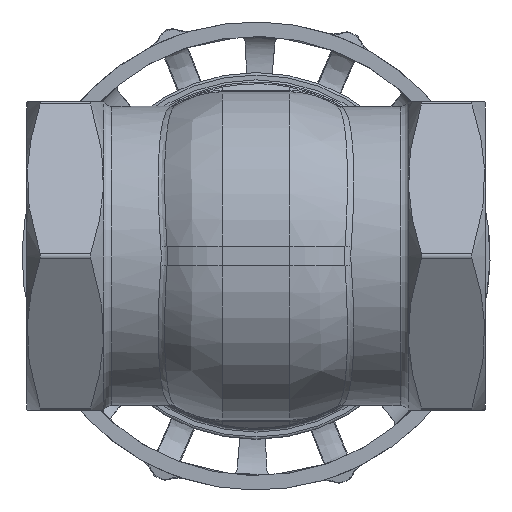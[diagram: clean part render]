
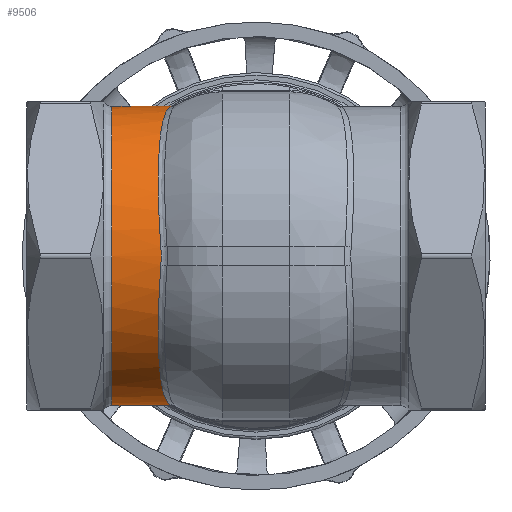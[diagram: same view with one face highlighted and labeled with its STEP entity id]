
A CAD part, front view. The second image highlights one B-rep face of the part: STEP entity #9506.
In plain terms, the highlighted cylindrical face has radius 31 mm (diameter 62 mm), a full revolution.
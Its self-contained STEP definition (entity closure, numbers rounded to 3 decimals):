
#434=B_SPLINE_CURVE_WITH_KNOTS('',3,(#13936,#13937,#13938,#13939),
 .UNSPECIFIED.,.F.,.F.,(4,4),(0.,0.352),.UNSPECIFIED.);
#435=B_SPLINE_CURVE_WITH_KNOTS('',3,(#13940,#13941,#13942,#13943,#13944,
#13945,#13946,#13947),.UNSPECIFIED.,.F.,.F.,(4,1,1,1,1,4),(0.352,
0.512,0.768,1.537,2.561,3.586),
 .UNSPECIFIED.);
#437=B_SPLINE_CURVE_WITH_KNOTS('',3,(#13986,#13987,#13988,#13989,#13990,
#13991,#13992),.UNSPECIFIED.,.F.,.F.,(4,1,1,1,4),(0.,0.664,
1.992,3.319,4.647),.UNSPECIFIED.);
#439=B_SPLINE_CURVE_WITH_KNOTS('',3,(#14016,#14017,#14018,#14019),
 .UNSPECIFIED.,.F.,.F.,(4,4),(0.,0.401),.UNSPECIFIED.);
#441=B_SPLINE_CURVE_WITH_KNOTS('',3,(#14057,#14058,#14059,#14060,#14061,
#14062,#14063),.UNSPECIFIED.,.F.,.F.,(4,1,1,1,4),(0.,0.664,
1.992,3.319,4.647),.UNSPECIFIED.);
#442=B_SPLINE_CURVE_WITH_KNOTS('',3,(#14106,#14107,#14108,#14109,#14110,
#14111,#14112,#14113),.UNSPECIFIED.,.F.,.F.,(4,1,1,1,1,4),(0.,0.512,
1.537,2.561,3.074,3.586),
 .UNSPECIFIED.);
#443=B_SPLINE_CURVE_WITH_KNOTS('',3,(#14143,#14144,#14145,#14146),
 .UNSPECIFIED.,.F.,.F.,(4,4),(-0.429,0.),
 .UNSPECIFIED.);
#445=B_SPLINE_CURVE_WITH_KNOTS('',3,(#14171,#14172,#14173,#14174),
 .UNSPECIFIED.,.F.,.F.,(4,4),(-0.429,0.),
 .UNSPECIFIED.);
#1056=CYLINDRICAL_SURFACE('',#10193,31.);
#1443=FACE_OUTER_BOUND('',#1976,.T.);
#1976=EDGE_LOOP('',(#6522,#6523,#6524,#6525,#6526,#6527,#6528,#6529,#6530,
#6531,#6532,#6533));
#2559=LINE('',#14220,#2930);
#2930=VECTOR('',#11253,31.);
#3207=CIRCLE('',#10184,31.);
#3213=CIRCLE('',#10194,31.);
#3673=VERTEX_POINT('',#13921);
#3676=VERTEX_POINT('',#13933);
#3677=VERTEX_POINT('',#13935);
#3679=VERTEX_POINT('',#13984);
#3681=VERTEX_POINT('',#14014);
#3682=VERTEX_POINT('',#14055);
#3683=VERTEX_POINT('',#14104);
#3684=VERTEX_POINT('',#14115);
#3687=VERTEX_POINT('',#14120);
#3696=VERTEX_POINT('',#14218);
#4720=EDGE_CURVE('',#3676,#3677,#434,.T.);
#4721=EDGE_CURVE('',#3677,#3673,#435,.T.);
#4724=EDGE_CURVE('',#3679,#3676,#437,.T.);
#4727=EDGE_CURVE('',#3681,#3679,#439,.T.);
#4730=EDGE_CURVE('',#3682,#3681,#441,.T.);
#4732=EDGE_CURVE('',#3683,#3682,#442,.T.);
#4736=EDGE_CURVE('',#3687,#3684,#3207,.T.);
#4737=EDGE_CURVE('',#3684,#3683,#443,.T.);
#4739=EDGE_CURVE('',#3673,#3687,#445,.T.);
#4753=EDGE_CURVE('',#3696,#3696,#3213,.T.);
#4754=EDGE_CURVE('',#3696,#3677,#2559,.T.);
#6522=ORIENTED_EDGE('',*,*,#4753,.F.);
#6523=ORIENTED_EDGE('',*,*,#4754,.T.);
#6524=ORIENTED_EDGE('',*,*,#4720,.F.);
#6525=ORIENTED_EDGE('',*,*,#4724,.F.);
#6526=ORIENTED_EDGE('',*,*,#4727,.F.);
#6527=ORIENTED_EDGE('',*,*,#4730,.F.);
#6528=ORIENTED_EDGE('',*,*,#4732,.F.);
#6529=ORIENTED_EDGE('',*,*,#4737,.F.);
#6530=ORIENTED_EDGE('',*,*,#4736,.F.);
#6531=ORIENTED_EDGE('',*,*,#4739,.F.);
#6532=ORIENTED_EDGE('',*,*,#4721,.F.);
#6533=ORIENTED_EDGE('',*,*,#4754,.F.);
#9506=ADVANCED_FACE('',(#1443),#1056,.T.);
#10184=AXIS2_PLACEMENT_3D('',#14122,#11226,#11227);
#10193=AXIS2_PLACEMENT_3D('',#14217,#11249,#11250);
#10194=AXIS2_PLACEMENT_3D('',#14219,#11251,#11252);
#11226=DIRECTION('center_axis',(1.,0.,0.));
#11227=DIRECTION('ref_axis',(0.,1.,0.));
#11249=DIRECTION('center_axis',(-1.,0.,0.));
#11250=DIRECTION('ref_axis',(0.,0.,1.));
#11251=DIRECTION('center_axis',(-1.,0.,0.));
#11252=DIRECTION('ref_axis',(0.,0.,1.));
#11253=DIRECTION('',(1.,0.,0.));
#13921=CARTESIAN_POINT('',(-74.17,24.943,-18.408));
#13933=CARTESIAN_POINT('',(-65.33,-3.288,-30.825));
#13935=CARTESIAN_POINT('',(-65.036,0.,-31.));
#13936=CARTESIAN_POINT('Ctrl Pts',(-65.33,-3.288,
-30.825));
#13937=CARTESIAN_POINT('Ctrl Pts',(-65.139,-2.205,
-30.941));
#13938=CARTESIAN_POINT('Ctrl Pts',(-65.039,-1.103,-30.999));
#13939=CARTESIAN_POINT('Ctrl Pts',(-65.038,0.,
-31.));
#13940=CARTESIAN_POINT('Ctrl Pts',(-65.036,0.,
-31.));
#13941=CARTESIAN_POINT('Ctrl Pts',(-65.035,0.501,
-31.));
#13942=CARTESIAN_POINT('Ctrl Pts',(-65.086,1.803,-30.969));
#13943=CARTESIAN_POINT('Ctrl Pts',(-65.639,5.479,-30.645));
#13944=CARTESIAN_POINT('Ctrl Pts',(-67.906,11.416,-29.172));
#13945=CARTESIAN_POINT('Ctrl Pts',(-71.676,18.605,-25.333));
#13946=CARTESIAN_POINT('Ctrl Pts',(-73.672,23.059,-20.961));
#13947=CARTESIAN_POINT('Ctrl Pts',(-74.169,24.943,-18.408));
#13984=CARTESIAN_POINT('',(-67.213,-30.943,-1.879));
#13986=CARTESIAN_POINT('Ctrl Pts',(-67.213,-30.943,
-1.879));
#13987=CARTESIAN_POINT('Ctrl Pts',(-67.376,-30.817,
-3.948));
#13988=CARTESIAN_POINT('Ctrl Pts',(-67.752,-29.82,
-10.127));
#13989=CARTESIAN_POINT('Ctrl Pts',(-67.849,-25.087,
-19.624));
#13990=CARTESIAN_POINT('Ctrl Pts',(-67.128,-15.405,
-27.869));
#13991=CARTESIAN_POINT('Ctrl Pts',(-66.049,-7.367,
-30.39));
#13992=CARTESIAN_POINT('Ctrl Pts',(-65.33,-3.288,-30.825));
#14014=CARTESIAN_POINT('',(-67.213,-30.943,1.879));
#14016=CARTESIAN_POINT('Ctrl Pts',(-67.213,-30.943,
1.879));
#14017=CARTESIAN_POINT('Ctrl Pts',(-67.115,-31.019,
0.63));
#14018=CARTESIAN_POINT('Ctrl Pts',(-67.115,-31.019,
-0.63));
#14019=CARTESIAN_POINT('Ctrl Pts',(-67.213,-30.943,-1.879));
#14055=CARTESIAN_POINT('',(-65.33,-3.288,30.825));
#14057=CARTESIAN_POINT('Ctrl Pts',(-65.33,-3.288,
30.825));
#14058=CARTESIAN_POINT('Ctrl Pts',(-65.69,-5.327,
30.608));
#14059=CARTESIAN_POINT('Ctrl Pts',(-66.631,-11.404,
29.348));
#14060=CARTESIAN_POINT('Ctrl Pts',(-67.595,-20.657,
24.24));
#14061=CARTESIAN_POINT('Ctrl Pts',(-67.895,-28.503,
14.212));
#14062=CARTESIAN_POINT('Ctrl Pts',(-67.538,-30.692,
6.017));
#14063=CARTESIAN_POINT('Ctrl Pts',(-67.213,-30.943,
1.879));
#14104=CARTESIAN_POINT('',(-74.174,24.943,18.408));
#14106=CARTESIAN_POINT('Ctrl Pts',(-74.174,24.943,18.408));
#14107=CARTESIAN_POINT('Ctrl Pts',(-73.926,24.,19.685));
#14108=CARTESIAN_POINT('Ctrl Pts',(-72.784,20.906,23.256));
#14109=CARTESIAN_POINT('Ctrl Pts',(-69.677,14.808,27.707));
#14110=CARTESIAN_POINT('Ctrl Pts',(-66.285,7.813,30.275));
#14111=CARTESIAN_POINT('Ctrl Pts',(-64.874,1.526,31.091));
#14112=CARTESIAN_POINT('Ctrl Pts',(-65.053,-1.714,
30.993));
#14113=CARTESIAN_POINT('Ctrl Pts',(-65.33,-3.288,
30.825));
#14115=CARTESIAN_POINT('',(-74.5,27.113,15.03));
#14120=CARTESIAN_POINT('',(-74.5,27.113,-15.03));
#14122=CARTESIAN_POINT('Origin',(-74.5,0.,0.));
#14143=CARTESIAN_POINT('Ctrl Pts',(-74.5,27.113,15.03));
#14144=CARTESIAN_POINT('Ctrl Pts',(-74.5,26.461,16.206));
#14145=CARTESIAN_POINT('Ctrl Pts',(-74.382,25.732,17.338));
#14146=CARTESIAN_POINT('Ctrl Pts',(-74.174,24.943,18.408));
#14171=CARTESIAN_POINT('Ctrl Pts',(-74.174,24.943,-18.408));
#14172=CARTESIAN_POINT('Ctrl Pts',(-74.382,25.732,-17.338));
#14173=CARTESIAN_POINT('Ctrl Pts',(-74.5,26.461,-16.206));
#14174=CARTESIAN_POINT('Ctrl Pts',(-74.5,27.113,-15.03));
#14217=CARTESIAN_POINT('Origin',(-16.,0.,0.));
#14218=CARTESIAN_POINT('',(-77.353,0.,-31.));
#14219=CARTESIAN_POINT('Origin',(-77.353,0.,0.));
#14220=CARTESIAN_POINT('',(-16.,0.,-31.));
